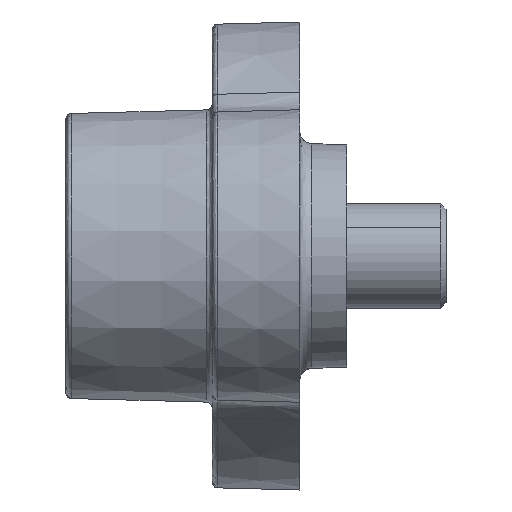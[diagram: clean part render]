
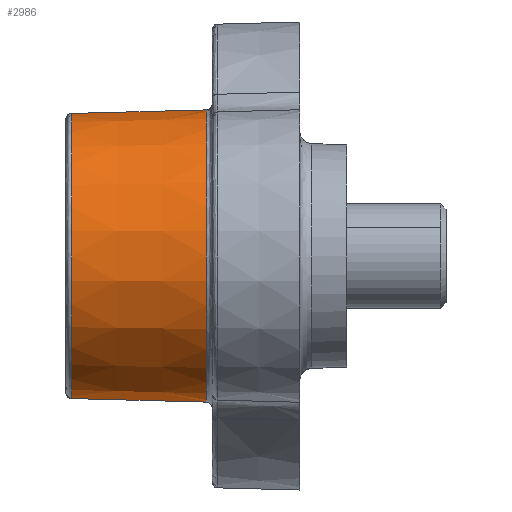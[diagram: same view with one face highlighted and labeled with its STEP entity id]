
A CAD part, left-side view. The second image highlights one B-rep face of the part: STEP entity #2986.
In plain terms, the highlighted conical face has half-angle 1.5 degrees and reference radius 2.497 mm.
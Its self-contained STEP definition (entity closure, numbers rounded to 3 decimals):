
#147 = AXIS2_PLACEMENT_3D ( 'NONE', #6541, #6042, #4787 ) ;
#298 = VERTEX_POINT ( 'NONE', #2090 ) ;
#890 = VERTEX_POINT ( 'NONE', #3279 ) ;
#928 = DIRECTION ( 'NONE',  ( 0., 1., -0.026 ) ) ;
#1020 = DIRECTION ( 'NONE',  ( 0., 1., 0. ) ) ;
#1057 = CARTESIAN_POINT ( 'NONE',  ( 6., 1.5, -2.5 ) ) ;
#1171 = FACE_OUTER_BOUND ( 'NONE', #4016, .T. ) ;
#1908 = CARTESIAN_POINT ( 'NONE',  ( 6., 3.903, 0. ) ) ;
#2084 = ORIENTED_EDGE ( 'NONE', *, *, #5109, .T. ) ;
#2090 = CARTESIAN_POINT ( 'NONE',  ( 6., 3.903, 2.437 ) ) ;
#2189 = VERTEX_POINT ( 'NONE', #5110 ) ;
#2251 = VECTOR ( 'NONE', #3248, 1000. ) ;
#2641 = ORIENTED_EDGE ( 'NONE', *, *, #3132, .F. ) ;
#2781 = AXIS2_PLACEMENT_3D ( 'NONE', #1908, #2895, #3982 ) ;
#2895 = DIRECTION ( 'NONE',  ( 0., -1., 0. ) ) ;
#2986 = ADVANCED_FACE ( 'NONE', ( #1171 ), #5327, .T. ) ;
#3006 = AXIS2_PLACEMENT_3D ( 'NONE', #6137, #1020, #6199 ) ;
#3132 = EDGE_CURVE ( 'NONE', #890, #298, #4151, .T. ) ;
#3248 = DIRECTION ( 'NONE',  ( 0., -1., -0.026 ) ) ;
#3279 = CARTESIAN_POINT ( 'NONE',  ( 6., 1.597, 2.497 ) ) ;
#3292 = EDGE_CURVE ( 'NONE', #5348, #298, #5689, .T. ) ;
#3415 = EDGE_CURVE ( 'NONE', #5348, #2189, #5682, .T. ) ;
#3982 = DIRECTION ( 'NONE',  ( 0., 0., -1. ) ) ;
#4016 = EDGE_LOOP ( 'NONE', ( #2641, #2084, #6581, #6411 ) ) ;
#4020 = CARTESIAN_POINT ( 'NONE',  ( 6., 1.5, 2.5 ) ) ;
#4044 = VECTOR ( 'NONE', #928, 1000. ) ;
#4151 = LINE ( 'NONE', #4020, #4044 ) ;
#4787 = DIRECTION ( 'NONE',  ( 0., 0., -1. ) ) ;
#5109 = EDGE_CURVE ( 'NONE', #890, #2189, #6144, .T. ) ;
#5110 = CARTESIAN_POINT ( 'NONE',  ( 6., 1.597, -2.497 ) ) ;
#5327 = CONICAL_SURFACE ( 'NONE', #147, 2.497, 0.026 ) ;
#5348 = VERTEX_POINT ( 'NONE', #6615 ) ;
#5682 = LINE ( 'NONE', #1057, #2251 ) ;
#5689 = CIRCLE ( 'NONE', #2781, 2.437 ) ;
#6042 = DIRECTION ( 'NONE',  ( 0., -1., 0. ) ) ;
#6137 = CARTESIAN_POINT ( 'NONE',  ( 6., 1.597, 0. ) ) ;
#6144 = CIRCLE ( 'NONE', #3006, 2.497 ) ;
#6199 = DIRECTION ( 'NONE',  ( 0., 0., -1. ) ) ;
#6411 = ORIENTED_EDGE ( 'NONE', *, *, #3292, .T. ) ;
#6541 = CARTESIAN_POINT ( 'NONE',  ( 6., 1.597, 0. ) ) ;
#6581 = ORIENTED_EDGE ( 'NONE', *, *, #3415, .F. ) ;
#6615 = CARTESIAN_POINT ( 'NONE',  ( 6., 3.903, -2.437 ) ) ;
